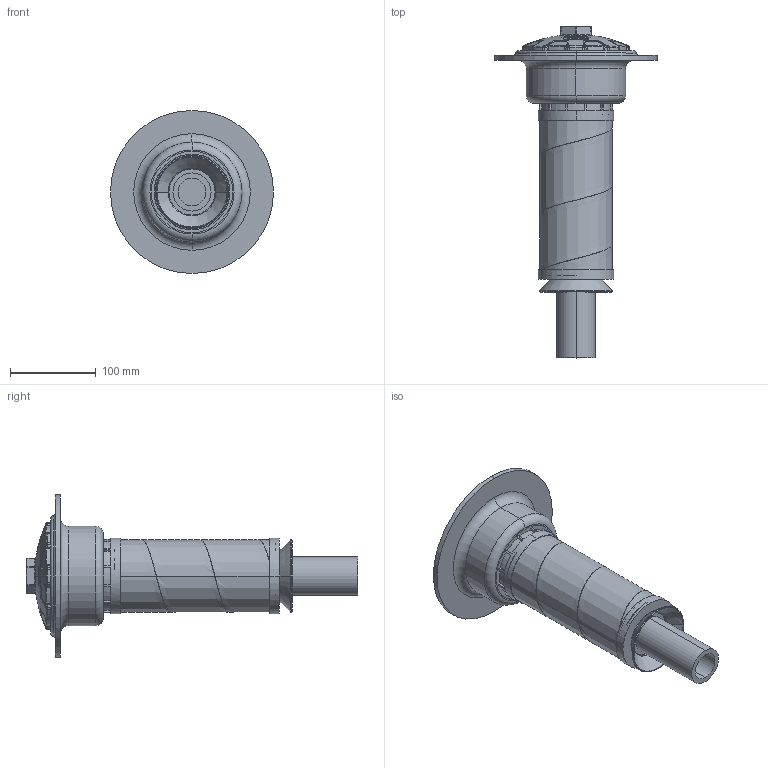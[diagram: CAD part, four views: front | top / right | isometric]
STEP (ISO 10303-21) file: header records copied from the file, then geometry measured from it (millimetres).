
FILE_DESCRIPTION((''),'2;1');
FILE_NAME('1000141817','2025-06-24T16:26:12',('g.topp'),(''),'CREO PARAMETRIC BY PTC INC, 2024344','CREO PARAMETRIC BY PTC INC, 2024344','');
FILE_SCHEMA(('AUTOMOTIVE_DESIGN { 1 0 10303 214 1 1 1 1 }'));
Products named in the file (1): 1000141817
Bounding box: 190 x 386.84 x 190 mm (x, y, z)
Volume: 2167976.6 mm3; surface area: 183029.9 mm2
Topology: 1 solids, 13 shells, 967 faces, 2408 edges, 1507 vertices
Faces by surface type: plane 350, bspline 248, cylinder 123, torus 94, cone 64, sphere 48, extrusion 40
Entity records: 50019 total; most frequent: CARTESIAN_POINT 21246, ORIENTED_EDGE 4812, DIRECTION 4170, PRESENTATION_STYLE_ASSIGNMENT 2407, STYLED_ITEM 2407, CURVE_STYLE 2406, EDGE_CURVE 2406, AXIS2_PLACEMENT_3D 1801
